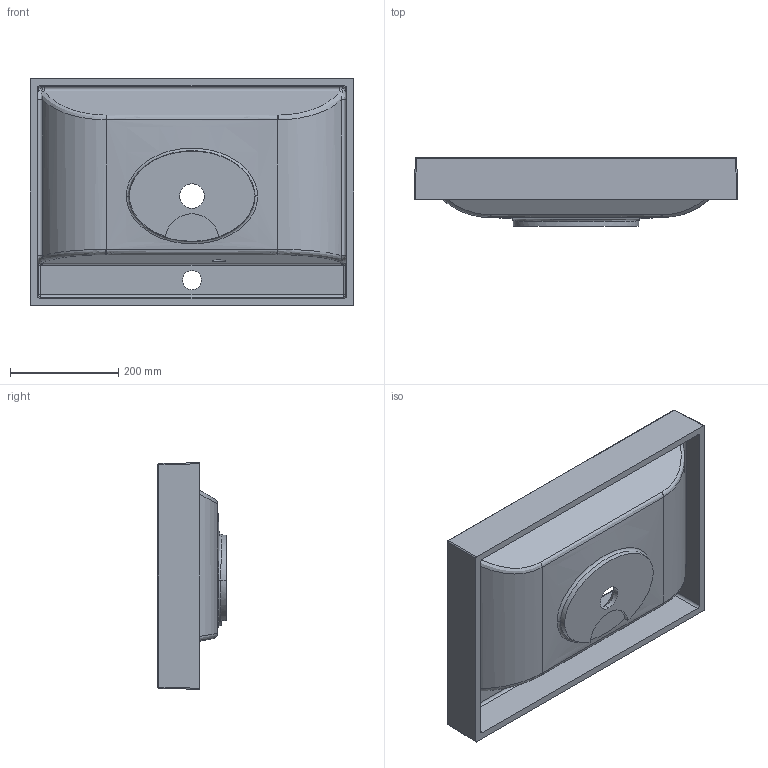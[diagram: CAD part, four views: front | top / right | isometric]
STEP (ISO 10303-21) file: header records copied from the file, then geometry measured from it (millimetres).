
FILE_DESCRIPTION (( 'STEP AP214' ), '1' );
FILE_NAME ('varna 600.STEP', '2019-12-04T12:13:09', ( '' ), ( '' ), 'SwSTEP 2.0', 'SolidWorks 2018', '' );
FILE_SCHEMA (( 'AUTOMOTIVE_DESIGN' ));
Length unit declared in the file: millimetre
Products named in the file (1): varna 600
Bounding box: 597.03 x 126 x 417.96 mm (x, y, z)
Volume: 6409984.5 mm3; surface area: 918298.7 mm2
Topology: 1 solids, 1 shells, 98 faces, 233 edges, 135 vertices
Faces by surface type: cylinder 34, bspline 32, plane 18, sphere 10, torus 2, cone 2
Entity records: 8470 total; most frequent: CARTESIAN_POINT 6529, ORIENTED_EDGE 448, DIRECTION 328, EDGE_CURVE 224, AXIS2_PLACEMENT_3D 133, VERTEX_POINT 132, EDGE_LOOP 108, ADVANCED_FACE 98
